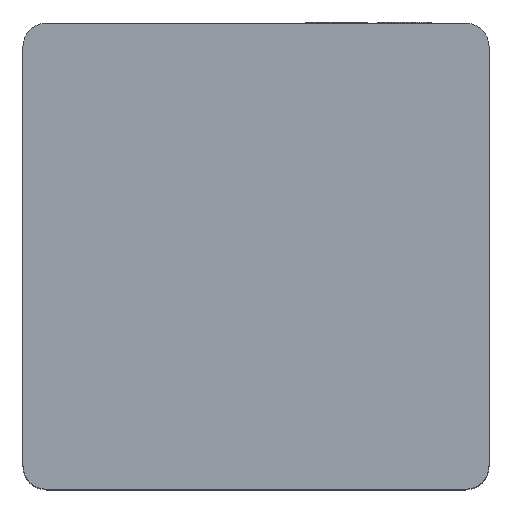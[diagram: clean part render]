
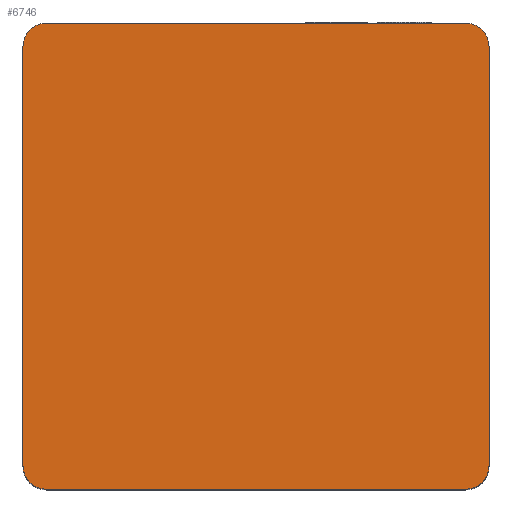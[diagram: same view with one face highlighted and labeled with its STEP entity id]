
A CAD part, top view. The second image highlights one B-rep face of the part: STEP entity #6746.
In plain terms, the highlighted planar face has unit normal (0, 0, 1).
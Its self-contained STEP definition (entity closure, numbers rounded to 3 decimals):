
#89 = VECTOR ( 'NONE', #14215, 1000. ) ;
#416 = DIRECTION ( 'NONE',  ( 1., 0., 0. ) ) ;
#643 = EDGE_CURVE ( 'NONE', #2628, #4124, #12342, .T. ) ;
#735 = CARTESIAN_POINT ( 'NONE',  ( 2., -1.8, 4.1 ) ) ;
#749 = CARTESIAN_POINT ( 'NONE',  ( -2., 1.8, 4.1 ) ) ;
#1059 = DIRECTION ( 'NONE',  ( 0., 0., 1. ) ) ;
#1286 = ORIENTED_EDGE ( 'NONE', *, *, #11623, .T. ) ;
#1563 = FACE_OUTER_BOUND ( 'NONE', #10378, .T. ) ;
#1582 = CARTESIAN_POINT ( 'NONE',  ( -1.8, 2., 4.1 ) ) ;
#1752 = CIRCLE ( 'NONE', #8122, 0.2 ) ;
#1757 = CARTESIAN_POINT ( 'NONE',  ( -1.8, 2., 4.1 ) ) ;
#2608 = VECTOR ( 'NONE', #5926, 1000. ) ;
#2628 = VERTEX_POINT ( 'NONE', #10334 ) ;
#2900 = ORIENTED_EDGE ( 'NONE', *, *, #9267, .T. ) ;
#2930 = EDGE_CURVE ( 'NONE', #11585, #2628, #1752, .T. ) ;
#3072 = CARTESIAN_POINT ( 'NONE',  ( 2., 1.8, 4.1 ) ) ;
#3276 = CARTESIAN_POINT ( 'NONE',  ( -2., 1.8, 4.1 ) ) ;
#3314 = DIRECTION ( 'NONE',  ( 1., 0., 0. ) ) ;
#3477 = DIRECTION ( 'NONE',  ( 1., 0., 0. ) ) ;
#3583 = EDGE_CURVE ( 'NONE', #5896, #8326, #7875, .T. ) ;
#3768 = DIRECTION ( 'NONE',  ( 0., 0., 1. ) ) ;
#4005 = EDGE_CURVE ( 'NONE', #6419, #7890, #5500, .T. ) ;
#4124 = VERTEX_POINT ( 'NONE', #8002 ) ;
#4138 = ORIENTED_EDGE ( 'NONE', *, *, #11001, .T. ) ;
#4234 = AXIS2_PLACEMENT_3D ( 'NONE', #9826, #6425, #12187 ) ;
#4301 = ORIENTED_EDGE ( 'NONE', *, *, #3583, .T. ) ;
#4559 = CARTESIAN_POINT ( 'NONE',  ( -1.8, -2., 4.1 ) ) ;
#4604 = CARTESIAN_POINT ( 'NONE',  ( 1.8, 1.8, 4.1 ) ) ;
#4889 = VECTOR ( 'NONE', #3477, 1000. ) ;
#4898 = DIRECTION ( 'NONE',  ( -1., 0., 0. ) ) ;
#5208 = ORIENTED_EDGE ( 'NONE', *, *, #4005, .T. ) ;
#5488 = ORIENTED_EDGE ( 'NONE', *, *, #2930, .T. ) ;
#5500 = LINE ( 'NONE', #3072, #89 ) ;
#5528 = CARTESIAN_POINT ( 'NONE',  ( 1.8, -1.8, 4.1 ) ) ;
#5845 = CARTESIAN_POINT ( 'NONE',  ( -1.8, -1.8, 4.1 ) ) ;
#5896 = VERTEX_POINT ( 'NONE', #1757 ) ;
#5926 = DIRECTION ( 'NONE',  ( -1., 0., 0. ) ) ;
#6034 = AXIS2_PLACEMENT_3D ( 'NONE', #4604, #10292, #4898 ) ;
#6266 = CIRCLE ( 'NONE', #12007, 0.2 ) ;
#6335 = ORIENTED_EDGE ( 'NONE', *, *, #6982, .T. ) ;
#6419 = VERTEX_POINT ( 'NONE', #735 ) ;
#6425 = DIRECTION ( 'NONE',  ( 0., 0., 1. ) ) ;
#6746 = ADVANCED_FACE ( 'NONE', ( #1563 ), #12544, .T. ) ;
#6925 = LINE ( 'NONE', #1582, #2608 ) ;
#6982 = EDGE_CURVE ( 'NONE', #4124, #6419, #6266, .T. ) ;
#7033 = CARTESIAN_POINT ( 'NONE',  ( 2., 1.8, 4.1 ) ) ;
#7813 = ORIENTED_EDGE ( 'NONE', *, *, #643, .T. ) ;
#7875 = CIRCLE ( 'NONE', #4234, 0.2 ) ;
#7890 = VERTEX_POINT ( 'NONE', #7033 ) ;
#8002 = CARTESIAN_POINT ( 'NONE',  ( 1.8, -2., 4.1 ) ) ;
#8117 = CARTESIAN_POINT ( 'NONE',  ( -2., -1.8, 4.1 ) ) ;
#8122 = AXIS2_PLACEMENT_3D ( 'NONE', #5845, #3768, #13547 ) ;
#8326 = VERTEX_POINT ( 'NONE', #3276 ) ;
#9222 = DIRECTION ( 'NONE',  ( 0., 0., 1. ) ) ;
#9267 = EDGE_CURVE ( 'NONE', #12681, #5896, #6925, .T. ) ;
#9405 = CARTESIAN_POINT ( 'NONE',  ( 1.8, 2., 4.1 ) ) ;
#9826 = CARTESIAN_POINT ( 'NONE',  ( -1.8, 1.8, 4.1 ) ) ;
#10246 = CARTESIAN_POINT ( 'NONE',  ( -1.8, -1.8, 4.1 ) ) ;
#10292 = DIRECTION ( 'NONE',  ( 0., 0., 1. ) ) ;
#10334 = CARTESIAN_POINT ( 'NONE',  ( -1.8, -2., 4.1 ) ) ;
#10378 = EDGE_LOOP ( 'NONE', ( #5488, #7813, #6335, #5208, #1286, #2900, #4301, #4138 ) ) ;
#10402 = CIRCLE ( 'NONE', #6034, 0.2 ) ;
#10435 = DIRECTION ( 'NONE',  ( 0., -1., 0. ) ) ;
#11001 = EDGE_CURVE ( 'NONE', #8326, #11585, #11790, .T. ) ;
#11585 = VERTEX_POINT ( 'NONE', #8117 ) ;
#11623 = EDGE_CURVE ( 'NONE', #7890, #12681, #10402, .T. ) ;
#11790 = LINE ( 'NONE', #749, #12902 ) ;
#12007 = AXIS2_PLACEMENT_3D ( 'NONE', #5528, #1059, #3314 ) ;
#12035 = AXIS2_PLACEMENT_3D ( 'NONE', #10246, #9222, #416 ) ;
#12187 = DIRECTION ( 'NONE',  ( 1., 0., 0. ) ) ;
#12342 = LINE ( 'NONE', #4559, #4889 ) ;
#12544 = PLANE ( 'NONE',  #12035 ) ;
#12681 = VERTEX_POINT ( 'NONE', #9405 ) ;
#12902 = VECTOR ( 'NONE', #10435, 1000. ) ;
#13547 = DIRECTION ( 'NONE',  ( 1., 0., 0. ) ) ;
#14215 = DIRECTION ( 'NONE',  ( 0., 1., 0. ) ) ;
